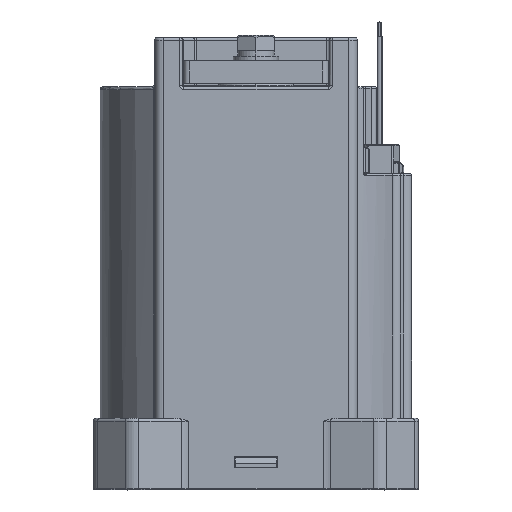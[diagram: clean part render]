
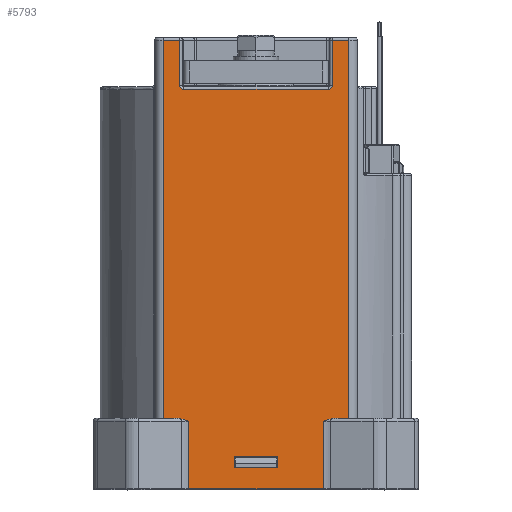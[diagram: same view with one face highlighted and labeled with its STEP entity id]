
A CAD part, top view. The second image highlights one B-rep face of the part: STEP entity #5793.
In plain terms, the highlighted planar face has unit normal (0, 0, 1).
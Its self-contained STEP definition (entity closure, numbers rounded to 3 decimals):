
#1591=ELLIPSE('',#38565,3.864,1.);
#1592=ELLIPSE('',#38827,3.864,1.);
#1822=B_SPLINE_CURVE_WITH_KNOTS('',3,(#54723,#54724,#54725,#54726,#54727,
#54728,#54729,#54730),.UNSPECIFIED.,.F.,.F.,(4,1,1,1,1,4),(0.,0.2,0.4,0.6,
0.8,1.),.UNSPECIFIED.);
#1827=B_SPLINE_CURVE_WITH_KNOTS('',3,(#55444,#55445,#55446,#55447,#55448,
#55449,#55450,#55451),.UNSPECIFIED.,.F.,.F.,(4,1,1,1,1,4),(0.,0.2,0.4,0.6,
0.8,1.),.UNSPECIFIED.);
#5793=ADVANCED_FACE('',(#9788,#9789),#7275,.T.);
#7275=PLANE('',#39555);
#8993=CIRCLE('',#39486,1.5);
#9015=CIRCLE('',#39530,1.5);
#9788=FACE_BOUND('',#10840,.T.);
#9789=FACE_BOUND('',#10841,.T.);
#10840=EDGE_LOOP('',(#16463,#16464,#16465,#16466,#16467,#16468,#16469,#16470,
#16471,#16472,#16473,#16474,#16475,#16476,#16477,#16478,#16479,#16480));
#10841=EDGE_LOOP('',(#16481,#16482,#16483,#16484));
#16463=ORIENTED_EDGE('',*,*,#28121,.F.);
#16464=ORIENTED_EDGE('',*,*,#28062,.F.);
#16465=ORIENTED_EDGE('',*,*,#28058,.T.);
#16466=ORIENTED_EDGE('',*,*,#28154,.T.);
#16467=ORIENTED_EDGE('',*,*,#26957,.F.);
#16468=ORIENTED_EDGE('',*,*,#26952,.T.);
#16469=ORIENTED_EDGE('',*,*,#26928,.T.);
#16470=ORIENTED_EDGE('',*,*,#26919,.T.);
#16471=ORIENTED_EDGE('',*,*,#26924,.F.);
#16472=ORIENTED_EDGE('',*,*,#27978,.T.);
#16473=ORIENTED_EDGE('',*,*,#27249,.F.);
#16474=ORIENTED_EDGE('',*,*,#27247,.F.);
#16475=ORIENTED_EDGE('',*,*,#27255,.T.);
#16476=ORIENTED_EDGE('',*,*,#27914,.T.);
#16477=ORIENTED_EDGE('',*,*,#28022,.T.);
#16478=ORIENTED_EDGE('',*,*,#28028,.T.);
#16479=ORIENTED_EDGE('',*,*,#28029,.F.);
#16480=ORIENTED_EDGE('',*,*,#28120,.F.);
#16481=ORIENTED_EDGE('',*,*,#28155,.T.);
#16482=ORIENTED_EDGE('',*,*,#28139,.F.);
#16483=ORIENTED_EDGE('',*,*,#28151,.F.);
#16484=ORIENTED_EDGE('',*,*,#28153,.T.);
#23300=VERTEX_POINT('',#54731);
#23301=VERTEX_POINT('',#54732);
#23304=VERTEX_POINT('',#54740);
#23307=VERTEX_POINT('',#54750);
#23320=VERTEX_POINT('',#54800);
#23323=VERTEX_POINT('',#54809);
#23510=VERTEX_POINT('',#55443);
#23511=VERTEX_POINT('',#55452);
#23512=VERTEX_POINT('',#55456);
#23516=VERTEX_POINT('',#55468);
#23902=VERTEX_POINT('',#57553);
#23965=VERTEX_POINT('',#57759);
#23968=VERTEX_POINT('',#57769);
#23969=VERTEX_POINT('',#57773);
#23986=VERTEX_POINT('',#57828);
#23988=VERTEX_POINT('',#57834);
#23990=VERTEX_POINT('',#57842);
#24022=VERTEX_POINT('',#58003);
#24031=VERTEX_POINT('',#58044);
#24032=VERTEX_POINT('',#58045);
#24039=VERTEX_POINT('',#58065);
#24040=VERTEX_POINT('',#58069);
#26919=EDGE_CURVE('',#23300,#23301,#1822,.T.);
#26924=EDGE_CURVE('',#23304,#23301,#31598,.T.);
#26928=EDGE_CURVE('',#23307,#23300,#1591,.T.);
#26952=EDGE_CURVE('',#23320,#23307,#31612,.T.);
#26957=EDGE_CURVE('',#23320,#23323,#31615,.T.);
#27247=EDGE_CURVE('',#23510,#23511,#1827,.T.);
#27249=EDGE_CURVE('',#23511,#23512,#31772,.T.);
#27255=EDGE_CURVE('',#23510,#23516,#1592,.T.);
#27914=EDGE_CURVE('',#23516,#23902,#32132,.T.);
#27978=EDGE_CURVE('',#23304,#23512,#32161,.T.);
#28022=EDGE_CURVE('',#23902,#23965,#32189,.T.);
#28028=EDGE_CURVE('',#23965,#23968,#32191,.T.);
#28029=EDGE_CURVE('',#23969,#23968,#32192,.T.);
#28058=EDGE_CURVE('',#23988,#23986,#32203,.T.);
#28062=EDGE_CURVE('',#23988,#23990,#8993,.T.);
#28120=EDGE_CURVE('',#24022,#23969,#9015,.T.);
#28121=EDGE_CURVE('',#23990,#24022,#32240,.T.);
#28139=EDGE_CURVE('',#24031,#24032,#32250,.T.);
#28151=EDGE_CURVE('',#24039,#24031,#32262,.T.);
#28153=EDGE_CURVE('',#24039,#24040,#32264,.T.);
#28154=EDGE_CURVE('',#23986,#23323,#32265,.T.);
#28155=EDGE_CURVE('',#24040,#24032,#32266,.T.);
#31598=LINE('',#54741,#34867);
#31612=LINE('',#54799,#34881);
#31615=LINE('',#54808,#34884);
#31772=LINE('',#55455,#35041);
#32132=LINE('',#57554,#35401);
#32161=LINE('',#57682,#35430);
#32189=LINE('',#57758,#35458);
#32191=LINE('',#57770,#35460);
#32192=LINE('',#57772,#35461);
#32203=LINE('',#57833,#35472);
#32240=LINE('',#58006,#35509);
#32250=LINE('',#58043,#35519);
#32262=LINE('',#58066,#35531);
#32264=LINE('',#58070,#35533);
#32265=LINE('',#58072,#35534);
#32266=LINE('',#58073,#35535);
#34867=VECTOR('',#43818,1.);
#34881=VECTOR('',#43882,1.);
#34884=VECTOR('',#43891,1.);
#35041=VECTOR('',#44514,1.);
#35401=VECTOR('',#45954,1.);
#35430=VECTOR('',#46101,1.);
#35458=VECTOR('',#46181,1.);
#35460=VECTOR('',#46195,1.);
#35461=VECTOR('',#46198,1.);
#35472=VECTOR('',#46263,1.);
#35509=VECTOR('',#46398,1.);
#35519=VECTOR('',#46446,1.);
#35531=VECTOR('',#46462,1.);
#35533=VECTOR('',#46466,1.);
#35534=VECTOR('',#46469,1.);
#35535=VECTOR('',#46470,1.);
#38565=AXIS2_PLACEMENT_3D('',#54749,#43826,#43827);
#38827=AXIS2_PLACEMENT_3D('',#55467,#44525,#44526);
#39486=AXIS2_PLACEMENT_3D('',#57844,#46270,#46271);
#39530=AXIS2_PLACEMENT_3D('',#58004,#46394,#46395);
#39555=AXIS2_PLACEMENT_3D('',#58074,#46471,#46472);
#43818=DIRECTION('',(0.,1.,0.));
#43826=DIRECTION('',(0.,0.,-1.));
#43827=DIRECTION('',(-1.,0.,0.));
#43882=DIRECTION('',(1.,0.,0.));
#43891=DIRECTION('',(0.,1.,0.));
#44514=DIRECTION('',(0.,-1.,0.));
#44525=DIRECTION('',(0.,0.,-1.));
#44526=DIRECTION('',(1.,0.,0.));
#45954=DIRECTION('',(1.,0.,0.));
#46101=DIRECTION('',(1.,0.,0.));
#46181=DIRECTION('',(0.,1.,0.));
#46195=DIRECTION('',(-1.,0.,0.));
#46198=DIRECTION('',(0.,1.,0.));
#46263=DIRECTION('',(0.,1.,0.));
#46270=DIRECTION('',(0.,0.,1.));
#46271=DIRECTION('',(-1.,0.,0.));
#46394=DIRECTION('',(0.,0.,1.));
#46395=DIRECTION('',(0.,-1.,0.));
#46398=DIRECTION('',(1.,0.,0.));
#46446=DIRECTION('',(0.,1.,0.));
#46462=DIRECTION('',(1.,0.,0.));
#46466=DIRECTION('',(0.,1.,0.));
#46469=DIRECTION('',(-1.,0.,0.));
#46470=DIRECTION('',(1.,0.,0.));
#46471=DIRECTION('',(0.,0.,1.));
#46472=DIRECTION('',(0.,-1.,0.));
#54723=CARTESIAN_POINT('',(-26.346,-65.488,52.5));
#54724=CARTESIAN_POINT('',(-26.165,-65.527,52.5));
#54725=CARTESIAN_POINT('',(-25.805,-65.614,52.5));
#54726=CARTESIAN_POINT('',(-25.268,-65.759,52.5));
#54727=CARTESIAN_POINT('',(-24.73,-65.917,52.5));
#54728=CARTESIAN_POINT('',(-24.196,-66.082,52.5));
#54729=CARTESIAN_POINT('',(-23.843,-66.194,52.5));
#54730=CARTESIAN_POINT('',(-23.666,-66.25,52.5));
#54731=CARTESIAN_POINT('',(-26.346,-65.488,52.5));
#54732=CARTESIAN_POINT('',(-23.666,-66.25,52.5));
#54740=CARTESIAN_POINT('',(-23.666,-90.05,52.5));
#54741=CARTESIAN_POINT('',(-23.666,-90.05,52.5));
#54749=CARTESIAN_POINT('',(-28.847,-66.25,52.5));
#54750=CARTESIAN_POINT('',(-28.847,-65.25,52.5));
#54799=CARTESIAN_POINT('',(-32.55,-65.25,52.5));
#54800=CARTESIAN_POINT('',(-32.55,-65.25,52.5));
#54808=CARTESIAN_POINT('',(-32.55,-65.25,52.5));
#54809=CARTESIAN_POINT('',(-32.55,67.35,52.5));
#55443=CARTESIAN_POINT('',(26.346,-65.488,52.5));
#55444=CARTESIAN_POINT('',(26.346,-65.488,52.5));
#55445=CARTESIAN_POINT('',(26.166,-65.527,52.5));
#55446=CARTESIAN_POINT('',(25.806,-65.614,52.5));
#55447=CARTESIAN_POINT('',(25.268,-65.759,52.5));
#55448=CARTESIAN_POINT('',(24.73,-65.917,52.5));
#55449=CARTESIAN_POINT('',(24.196,-66.083,52.5));
#55450=CARTESIAN_POINT('',(23.843,-66.194,52.5));
#55451=CARTESIAN_POINT('',(23.666,-66.25,52.5));
#55452=CARTESIAN_POINT('',(23.666,-66.25,52.5));
#55455=CARTESIAN_POINT('',(23.666,-66.25,52.5));
#55456=CARTESIAN_POINT('',(23.666,-90.05,52.5));
#55467=CARTESIAN_POINT('',(28.847,-66.25,52.5));
#55468=CARTESIAN_POINT('',(28.847,-65.25,52.5));
#57553=CARTESIAN_POINT('',(32.55,-65.25,52.5));
#57554=CARTESIAN_POINT('',(28.847,-65.25,52.5));
#57682=CARTESIAN_POINT('',(-23.666,-90.05,52.5));
#57758=CARTESIAN_POINT('',(32.55,-65.25,52.5));
#57759=CARTESIAN_POINT('',(32.55,67.35,52.5));
#57769=CARTESIAN_POINT('',(26.8,67.35,52.5));
#57770=CARTESIAN_POINT('',(32.55,67.35,52.5));
#57772=CARTESIAN_POINT('',(26.8,51.55,52.5));
#57773=CARTESIAN_POINT('',(26.8,51.55,52.5));
#57828=CARTESIAN_POINT('',(-26.8,67.35,52.5));
#57833=CARTESIAN_POINT('',(-26.8,51.55,52.5));
#57834=CARTESIAN_POINT('',(-26.8,51.55,52.5));
#57842=CARTESIAN_POINT('',(-25.3,50.05,52.5));
#57844=CARTESIAN_POINT('',(-25.3,51.55,52.5));
#58003=CARTESIAN_POINT('',(25.3,50.05,52.5));
#58004=CARTESIAN_POINT('',(25.3,51.55,52.5));
#58006=CARTESIAN_POINT('',(-25.3,50.05,52.5));
#58043=CARTESIAN_POINT('',(7.5,-82.65,52.5));
#58044=CARTESIAN_POINT('',(7.5,-82.65,52.5));
#58045=CARTESIAN_POINT('',(7.5,-78.65,52.5));
#58065=CARTESIAN_POINT('',(-7.5,-82.65,52.5));
#58066=CARTESIAN_POINT('',(-7.5,-82.65,52.5));
#58069=CARTESIAN_POINT('',(-7.5,-78.65,52.5));
#58070=CARTESIAN_POINT('',(-7.5,-82.65,52.5));
#58072=CARTESIAN_POINT('',(-26.8,67.35,52.5));
#58073=CARTESIAN_POINT('',(-7.5,-78.65,52.5));
#58074=CARTESIAN_POINT('',(-30.,-3.,52.5));
